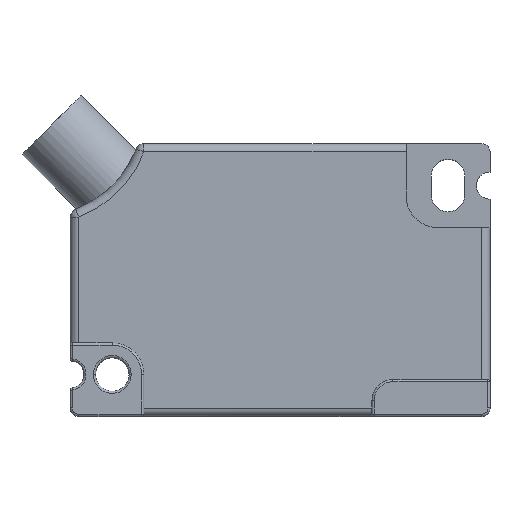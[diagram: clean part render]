
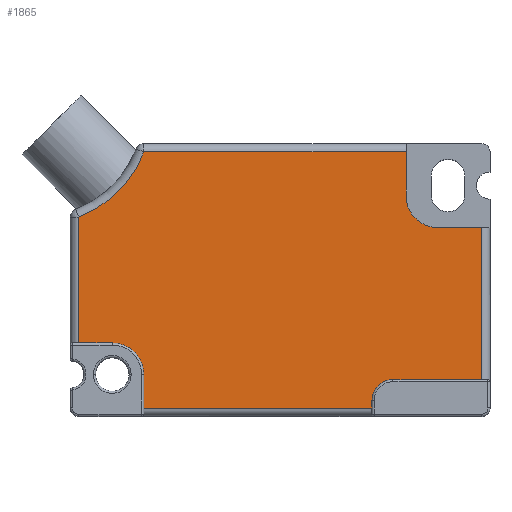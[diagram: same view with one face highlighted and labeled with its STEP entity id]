
A CAD part, top view. The second image highlights one B-rep face of the part: STEP entity #1865.
In plain terms, the highlighted planar face has unit normal (0, 0, 1).
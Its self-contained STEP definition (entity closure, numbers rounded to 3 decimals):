
#98=CARTESIAN_POINT('',(-43.07,29.07,5.8));
#99=DIRECTION('',(0.,0.,1.));
#100=DIRECTION('',(0.358,-0.934,0.));
#101=AXIS2_PLACEMENT_3D('',#98,#99,#100);
#103=CARTESIAN_POINT('',(-5.,21.,5.8));
#104=DIRECTION('',(0.,0.,1.));
#105=DIRECTION('',(-1.,0.,0.));
#106=AXIS2_PLACEMENT_3D('',#103,#104,#105);
#108=DIRECTION('',(1.,0.,0.));
#109=VECTOR('',#108,4.2);
#110=CARTESIAN_POINT('',(-5.,18.,5.8));
#111=LINE('',#110,#109);
#112=DIRECTION('',(0.,-1.,0.));
#113=VECTOR('',#112,14.5);
#114=CARTESIAN_POINT('',(-0.8,18.,5.8));
#115=LINE('',#114,#113);
#116=CARTESIAN_POINT('',(-9.25,1.5,5.8));
#117=DIRECTION('',(0.,0.,1.));
#118=DIRECTION('',(0.,1.,0.));
#119=AXIS2_PLACEMENT_3D('',#116,#117,#118);
#121=CARTESIAN_POINT('',(-36.,4.,5.8));
#122=DIRECTION('',(0.,0.,1.));
#123=DIRECTION('',(1.,0.,0.));
#124=AXIS2_PLACEMENT_3D('',#121,#122,#123);
#126=DIRECTION('',(0.,-1.,0.));
#127=VECTOR('',#126,11.987);
#128=CARTESIAN_POINT('',(-39.2,18.987,5.8));
#129=LINE('',#128,#127);
#393=DIRECTION('',(0.,1.,0.));
#394=VECTOR('',#393,4.2);
#395=CARTESIAN_POINT('',(-8.,21.,5.8));
#396=LINE('',#395,#394);
#402=DIRECTION('',(-1.,0.,0.));
#403=VECTOR('',#402,24.987);
#404=CARTESIAN_POINT('',(-8.,25.2,5.8));
#405=LINE('',#404,#403);
#764=DIRECTION('',(1.,0.,0.));
#765=VECTOR('',#764,3.2);
#766=CARTESIAN_POINT('',(-39.2,7.,5.8));
#767=LINE('',#766,#765);
#790=DIRECTION('',(0.,-1.,0.));
#791=VECTOR('',#790,3.2);
#792=CARTESIAN_POINT('',(-33.,4.,5.8));
#793=LINE('',#792,#791);
#823=DIRECTION('',(1.,0.,0.));
#824=VECTOR('',#823,21.75);
#825=CARTESIAN_POINT('',(-33.,0.8,5.8));
#826=LINE('',#825,#824);
#832=DIRECTION('',(0.,1.,0.));
#833=VECTOR('',#832,0.7);
#834=CARTESIAN_POINT('',(-11.25,0.8,5.8));
#835=LINE('',#834,#833);
#927=DIRECTION('',(1.,0.,0.));
#928=VECTOR('',#927,8.45);
#929=CARTESIAN_POINT('',(-9.25,3.5,5.8));
#930=LINE('',#929,#928);
#1402=CARTESIAN_POINT('',(-0.8,3.5,5.8));
#1403=VERTEX_POINT('',#1402);
#1404=CARTESIAN_POINT('',(-9.25,3.5,5.8));
#1405=VERTEX_POINT('',#1404);
#1406=CARTESIAN_POINT('',(-11.25,1.5,5.8));
#1407=VERTEX_POINT('',#1406);
#1408=CARTESIAN_POINT('',(-11.25,0.8,5.8));
#1409=VERTEX_POINT('',#1408);
#1410=CARTESIAN_POINT('',(-33.,0.8,5.8));
#1411=VERTEX_POINT('',#1410);
#1412=CARTESIAN_POINT('',(-33.,4.,5.8));
#1413=VERTEX_POINT('',#1412);
#1414=CARTESIAN_POINT('',(-36.,7.,5.8));
#1415=VERTEX_POINT('',#1414);
#1416=CARTESIAN_POINT('',(-39.2,7.,5.8));
#1417=VERTEX_POINT('',#1416);
#1668=CARTESIAN_POINT('',(-8.,21.,5.8));
#1669=CARTESIAN_POINT('',(-8.,25.2,5.8));
#1670=VERTEX_POINT('',#1668);
#1671=VERTEX_POINT('',#1669);
#1674=CARTESIAN_POINT('',(-0.8,18.,5.8));
#1675=VERTEX_POINT('',#1674);
#1676=CARTESIAN_POINT('',(-5.,18.,5.8));
#1677=VERTEX_POINT('',#1676);
#1678=CARTESIAN_POINT('',(-39.2,18.987,5.8));
#1679=CARTESIAN_POINT('',(-32.987,25.2,5.8));
#1680=VERTEX_POINT('',#1678);
#1681=VERTEX_POINT('',#1679);
#1831=CARTESIAN_POINT('',(0.,0.,5.8));
#1832=DIRECTION('',(0.,0.,1.));
#1833=DIRECTION('',(1.,0.,0.));
#1834=AXIS2_PLACEMENT_3D('',#1831,#1832,#1833);
#1835=PLANE('',#1834);
#1837=ORIENTED_EDGE('',*,*,#1836,.F.);
#1839=ORIENTED_EDGE('',*,*,#1838,.T.);
#1841=ORIENTED_EDGE('',*,*,#1840,.F.);
#1843=ORIENTED_EDGE('',*,*,#1842,.F.);
#1845=ORIENTED_EDGE('',*,*,#1844,.T.);
#1847=ORIENTED_EDGE('',*,*,#1846,.T.);
#1848=ORIENTED_EDGE('',*,*,#1812,.T.);
#1850=ORIENTED_EDGE('',*,*,#1849,.F.);
#1852=ORIENTED_EDGE('',*,*,#1851,.T.);
#1854=ORIENTED_EDGE('',*,*,#1853,.F.);
#1856=ORIENTED_EDGE('',*,*,#1855,.F.);
#1858=ORIENTED_EDGE('',*,*,#1857,.F.);
#1860=ORIENTED_EDGE('',*,*,#1859,.T.);
#1862=ORIENTED_EDGE('',*,*,#1861,.F.);
#1863=EDGE_LOOP('',(#1837,#1839,#1841,#1843,#1845,#1847,#1848,#1850,#1852,#1854,
#1856,#1858,#1860,#1862));
#1864=FACE_OUTER_BOUND('',#1863,.F.);
#1865=ADVANCED_FACE('',(#1864),#1835,.T.);
#102=CIRCLE('',#101,10.8);
#107=CIRCLE('',#106,3.);
#120=CIRCLE('',#119,2.);
#125=CIRCLE('',#124,3.);
#1812=EDGE_CURVE('',#1675,#1403,#115,.T.);
#1836=EDGE_CURVE('',#1680,#1417,#129,.T.);
#1838=EDGE_CURVE('',#1680,#1681,#102,.T.);
#1840=EDGE_CURVE('',#1671,#1681,#405,.T.);
#1842=EDGE_CURVE('',#1670,#1671,#396,.T.);
#1844=EDGE_CURVE('',#1670,#1677,#107,.T.);
#1846=EDGE_CURVE('',#1677,#1675,#111,.T.);
#1849=EDGE_CURVE('',#1405,#1403,#930,.T.);
#1851=EDGE_CURVE('',#1405,#1407,#120,.T.);
#1853=EDGE_CURVE('',#1409,#1407,#835,.T.);
#1855=EDGE_CURVE('',#1411,#1409,#826,.T.);
#1857=EDGE_CURVE('',#1413,#1411,#793,.T.);
#1859=EDGE_CURVE('',#1413,#1415,#125,.T.);
#1861=EDGE_CURVE('',#1417,#1415,#767,.T.);
